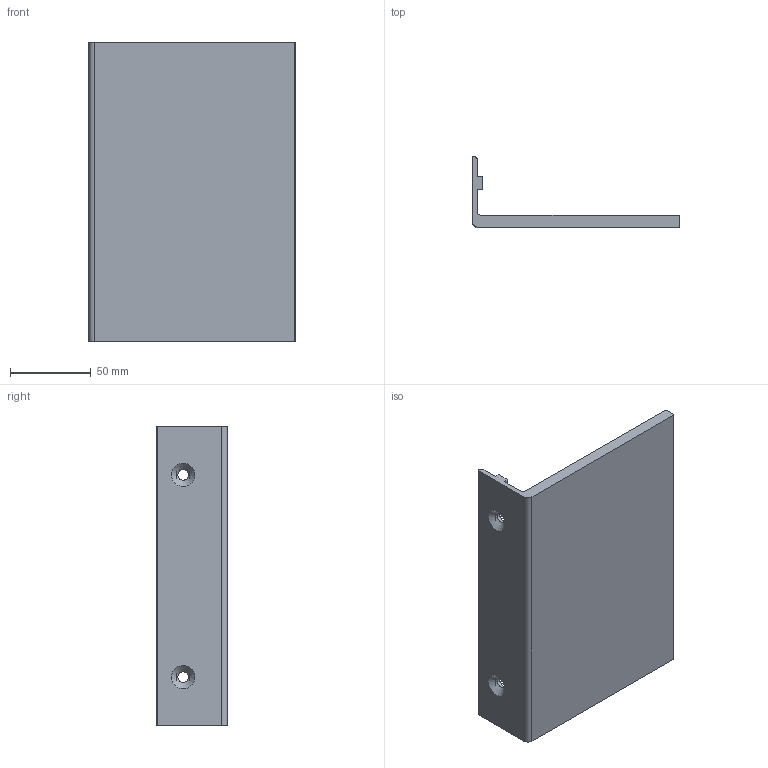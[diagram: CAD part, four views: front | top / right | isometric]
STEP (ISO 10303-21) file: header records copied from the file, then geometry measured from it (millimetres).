
FILE_DESCRIPTION((''),'2;1');
FILE_NAME('SZ0415N_A.stp','2013-08-23T12:01:54',('janine behrens'),(''),'Autodesk Inventor 2012','Autodesk Inventor 2012','');
FILE_SCHEMA(('AUTOMOTIVE_DESIGN { 1 0 10303 214 1 1 1 1 }'));
Length unit declared in the file: millimetre
Products named in the file (1): SZ0415N_A
Bounding box: 128 x 44 x 185 mm (x, y, z)
Volume: 200753.9 mm3; surface area: 66143.9 mm2
Topology: 1 solids, 1 shells, 23 faces, 75 edges, 50 vertices
Faces by surface type: plane 11, cylinder 10, cone 2
Full cylindrical faces by diameter (mm): 6.6 x2
Entity records: 843 total; most frequent: CARTESIAN_POINT 149, DIRECTION 139, ORIENTED_EDGE 138, EDGE_CURVE 69, AXIS2_PLACEMENT_3D 50, VERTEX_POINT 48, VECTOR 39, LINE 39
